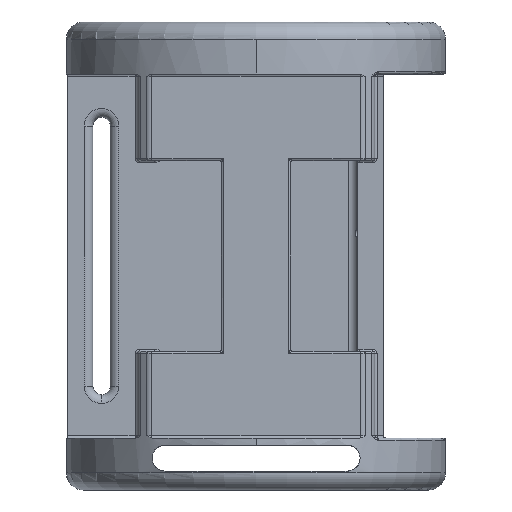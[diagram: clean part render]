
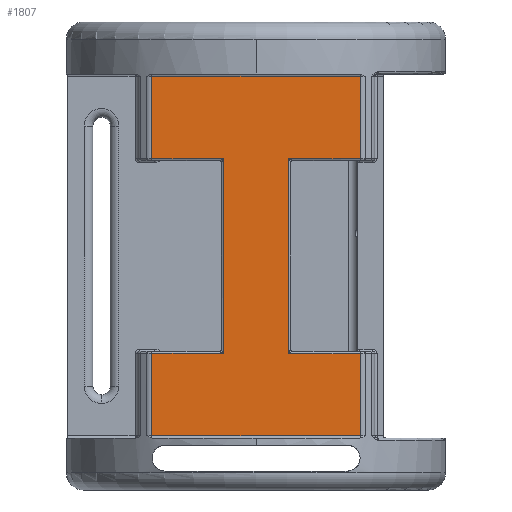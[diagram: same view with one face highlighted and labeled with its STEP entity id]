
A CAD part, left-side view. The second image highlights one B-rep face of the part: STEP entity #1807.
In plain terms, the highlighted planar face has unit normal (-1, 0, 0).
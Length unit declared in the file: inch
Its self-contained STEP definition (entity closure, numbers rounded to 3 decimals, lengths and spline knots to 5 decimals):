
#2 = AXIS2_PLACEMENT_3D ( 'NONE', #7480, #5592, #3624 ) ;
#7 = EDGE_CURVE ( 'NONE', #7771, #5173, #3924, .T. ) ;
#180 = CARTESIAN_POINT ( 'NONE',  ( -1.13223, -0.75182, 0.70312 ) ) ;
#181 = EDGE_CURVE ( 'NONE', #2597, #2778, #6348, .T. ) ;
#283 = VECTOR ( 'NONE', #523, 39.37008 ) ;
#287 = VERTEX_POINT ( 'NONE', #6000 ) ;
#440 = VECTOR ( 'NONE', #1700, 39.37008 ) ;
#444 = LINE ( 'NONE', #2241, #4537 ) ;
#458 = CARTESIAN_POINT ( 'NONE',  ( -1.13223, 0.75182, -0.70312 ) ) ;
#523 = DIRECTION ( 'NONE',  ( 0., 0., 1. ) ) ;
#567 = VECTOR ( 'NONE', #8311, 39.37008 ) ;
#704 = LINE ( 'NONE', #1866, #6186 ) ;
#999 = DIRECTION ( 'NONE',  ( 0., 1., 0. ) ) ;
#1007 = VERTEX_POINT ( 'NONE', #3441 ) ;
#1141 = CARTESIAN_POINT ( 'NONE',  ( -1.13223, 0.75182, 1.29688 ) ) ;
#1263 = VECTOR ( 'NONE', #2380, 39.37008 ) ;
#1358 = CARTESIAN_POINT ( 'NONE',  ( -1.13223, 0.25, 0.70312 ) ) ;
#1409 = CARTESIAN_POINT ( 'NONE',  ( -1.13223, 0.75182, -1.29688 ) ) ;
#1537 = ORIENTED_EDGE ( 'NONE', *, *, #2157, .T. ) ;
#1585 = CARTESIAN_POINT ( 'NONE',  ( -1.13223, 0.75182, -0.70312 ) ) ;
#1700 = DIRECTION ( 'NONE',  ( 0., 1., 0. ) ) ;
#1807 = ADVANCED_FACE ( 'NONE', ( #4310 ), #5679, .T. ) ;
#1866 = CARTESIAN_POINT ( 'NONE',  ( -1.13223, -0.75182, 1.3125 ) ) ;
#1923 = EDGE_CURVE ( 'NONE', #1007, #7512, #4519, .T. ) ;
#2157 = EDGE_CURVE ( 'NONE', #5173, #5562, #444, .T. ) ;
#2241 = CARTESIAN_POINT ( 'NONE',  ( -1.13223, 0.77134, -1.29688 ) ) ;
#2345 = EDGE_CURVE ( 'NONE', #7512, #3365, #6047, .T. ) ;
#2353 = ORIENTED_EDGE ( 'NONE', *, *, #6128, .T. ) ;
#2380 = DIRECTION ( 'NONE',  ( 0., 0., -1. ) ) ;
#2458 = VECTOR ( 'NONE', #3282, 39.37008 ) ;
#2463 = CARTESIAN_POINT ( 'NONE',  ( -1.13223, 0.23438, -0.70312 ) ) ;
#2558 = ORIENTED_EDGE ( 'NONE', *, *, #2345, .T. ) ;
#2597 = VERTEX_POINT ( 'NONE', #6342 ) ;
#2715 = CARTESIAN_POINT ( 'NONE',  ( -1.13223, 0.75182, -1.3125 ) ) ;
#2778 = VERTEX_POINT ( 'NONE', #1141 ) ;
#2784 = ORIENTED_EDGE ( 'NONE', *, *, #2987, .T. ) ;
#2987 = EDGE_CURVE ( 'NONE', #3365, #2597, #704, .T. ) ;
#3236 = CARTESIAN_POINT ( 'NONE',  ( -1.13223, 0.75182, 0.6875 ) ) ;
#3282 = DIRECTION ( 'NONE',  ( 0., 0., -1. ) ) ;
#3299 = VECTOR ( 'NONE', #3991, 39.37008 ) ;
#3361 = LINE ( 'NONE', #8061, #7285 ) ;
#3365 = VERTEX_POINT ( 'NONE', #180 ) ;
#3441 = CARTESIAN_POINT ( 'NONE',  ( -1.13223, -0.23438, -0.70312 ) ) ;
#3545 = ORIENTED_EDGE ( 'NONE', *, *, #1923, .T. ) ;
#3624 = DIRECTION ( 'NONE',  ( 0., 0., 1. ) ) ;
#3676 = VECTOR ( 'NONE', #7735, 39.37008 ) ;
#3904 = ORIENTED_EDGE ( 'NONE', *, *, #8220, .T. ) ;
#3924 = LINE ( 'NONE', #2715, #2458 ) ;
#3991 = DIRECTION ( 'NONE',  ( 0., -1., 0. ) ) ;
#4116 = VECTOR ( 'NONE', #999, 39.37008 ) ;
#4127 = VERTEX_POINT ( 'NONE', #8243 ) ;
#4209 = DIRECTION ( 'NONE',  ( 0., -1., 0. ) ) ;
#4288 = VECTOR ( 'NONE', #7705, 39.37008 ) ;
#4310 = FACE_OUTER_BOUND ( 'NONE', #7970, .T. ) ;
#4316 = LINE ( 'NONE', #458, #440 ) ;
#4352 = CARTESIAN_POINT ( 'NONE',  ( -1.13223, 0.23438, -1.6875 ) ) ;
#4355 = EDGE_CURVE ( 'NONE', #2778, #4127, #7091, .T. ) ;
#4519 = LINE ( 'NONE', #7171, #283 ) ;
#4537 = VECTOR ( 'NONE', #4209, 39.37008 ) ;
#4658 = ORIENTED_EDGE ( 'NONE', *, *, #6933, .T. ) ;
#4984 = CARTESIAN_POINT ( 'NONE',  ( -1.13223, 0.77134, 1.29688 ) ) ;
#5133 = ORIENTED_EDGE ( 'NONE', *, *, #181, .T. ) ;
#5173 = VERTEX_POINT ( 'NONE', #1409 ) ;
#5250 = ORIENTED_EDGE ( 'NONE', *, *, #7422, .T. ) ;
#5415 = VERTEX_POINT ( 'NONE', #2463 ) ;
#5479 = CARTESIAN_POINT ( 'NONE',  ( -1.13223, -0.23438, 0.70312 ) ) ;
#5562 = VERTEX_POINT ( 'NONE', #7220 ) ;
#5592 = DIRECTION ( 'NONE',  ( -1., 0., 0. ) ) ;
#5679 = PLANE ( 'NONE',  #2 ) ;
#5704 = CARTESIAN_POINT ( 'NONE',  ( -1.13223, -0.25, -0.70312 ) ) ;
#5927 = CARTESIAN_POINT ( 'NONE',  ( -1.13223, -0.75182, 0.70312 ) ) ;
#6000 = CARTESIAN_POINT ( 'NONE',  ( -1.13223, -0.75182, -0.70312 ) ) ;
#6011 = DIRECTION ( 'NONE',  ( 0., 0., 1. ) ) ;
#6047 = LINE ( 'NONE', #5927, #3299 ) ;
#6128 = EDGE_CURVE ( 'NONE', #287, #1007, #6349, .T. ) ;
#6186 = VECTOR ( 'NONE', #8371, 39.37008 ) ;
#6342 = CARTESIAN_POINT ( 'NONE',  ( -1.13223, -0.75182, 1.29688 ) ) ;
#6348 = LINE ( 'NONE', #4984, #4116 ) ;
#6349 = LINE ( 'NONE', #5704, #567 ) ;
#6587 = LINE ( 'NONE', #1358, #4288 ) ;
#6633 = ORIENTED_EDGE ( 'NONE', *, *, #4355, .T. ) ;
#6854 = ORIENTED_EDGE ( 'NONE', *, *, #7, .T. ) ;
#6933 = EDGE_CURVE ( 'NONE', #5562, #287, #3361, .T. ) ;
#7091 = LINE ( 'NONE', #3236, #3676 ) ;
#7168 = VERTEX_POINT ( 'NONE', #7967 ) ;
#7171 = CARTESIAN_POINT ( 'NONE',  ( -1.13223, -0.23438, -1.6875 ) ) ;
#7220 = CARTESIAN_POINT ( 'NONE',  ( -1.13223, -0.75182, -1.29688 ) ) ;
#7230 = ORIENTED_EDGE ( 'NONE', *, *, #8229, .T. ) ;
#7285 = VECTOR ( 'NONE', #6011, 39.37008 ) ;
#7422 = EDGE_CURVE ( 'NONE', #4127, #7168, #6587, .T. ) ;
#7480 = CARTESIAN_POINT ( 'NONE',  ( -1.13223, 0.77134, -1.6875 ) ) ;
#7512 = VERTEX_POINT ( 'NONE', #5479 ) ;
#7569 = LINE ( 'NONE', #4352, #1263 ) ;
#7705 = DIRECTION ( 'NONE',  ( 0., -1., 0. ) ) ;
#7735 = DIRECTION ( 'NONE',  ( 0., 0., -1. ) ) ;
#7771 = VERTEX_POINT ( 'NONE', #1585 ) ;
#7967 = CARTESIAN_POINT ( 'NONE',  ( -1.13223, 0.23438, 0.70312 ) ) ;
#7970 = EDGE_LOOP ( 'NONE', ( #6854, #1537, #4658, #2353, #3545, #2558, #2784, #5133, #6633, #5250, #3904, #7230 ) ) ;
#8061 = CARTESIAN_POINT ( 'NONE',  ( -1.13223, -0.75182, -0.6875 ) ) ;
#8220 = EDGE_CURVE ( 'NONE', #7168, #5415, #7569, .T. ) ;
#8229 = EDGE_CURVE ( 'NONE', #5415, #7771, #4316, .T. ) ;
#8243 = CARTESIAN_POINT ( 'NONE',  ( -1.13223, 0.75182, 0.70312 ) ) ;
#8311 = DIRECTION ( 'NONE',  ( 0., 1., 0. ) ) ;
#8371 = DIRECTION ( 'NONE',  ( 0., 0., 1. ) ) ;
